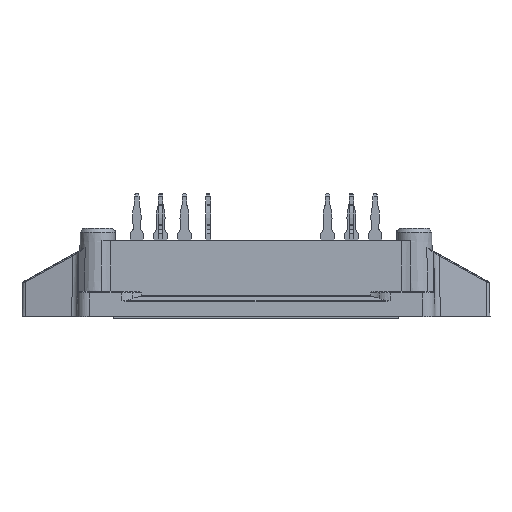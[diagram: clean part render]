
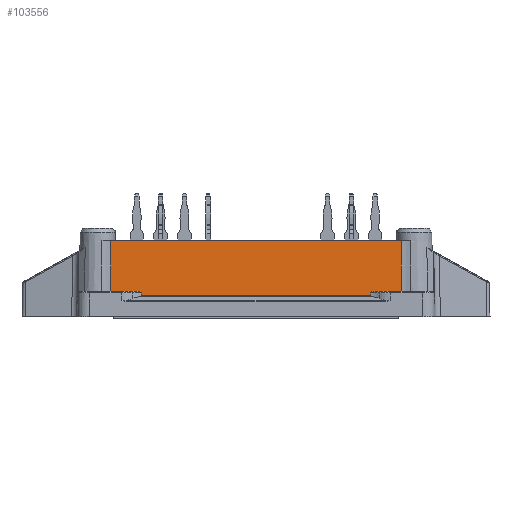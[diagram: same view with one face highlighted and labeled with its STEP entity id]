
A CAD part, front view. The second image highlights one B-rep face of the part: STEP entity #103556.
In plain terms, the highlighted planar face has unit normal (0, -1, 0.018).
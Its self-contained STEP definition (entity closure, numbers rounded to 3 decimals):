
#1897=PLANE('',#108916);
#7692=LINE('',#140607,#15052);
#8132=LINE('',#143222,#15492);
#8133=LINE('',#143238,#15493);
#8134=LINE('',#143249,#15494);
#15052=VECTOR('',#117168,1000.);
#15492=VECTOR('',#118626,1000.);
#15493=VECTOR('',#118627,1000.);
#15494=VECTOR('',#118628,1000.);
#24012=ORIENTED_EDGE('',*,*,#46055,.F.);
#24013=ORIENTED_EDGE('',*,*,#46056,.T.);
#24014=ORIENTED_EDGE('',*,*,#46057,.F.);
#24015=ORIENTED_EDGE('',*,*,#46058,.T.);
#24016=ORIENTED_EDGE('',*,*,#46059,.T.);
#24017=ORIENTED_EDGE('',*,*,#46060,.T.);
#24018=ORIENTED_EDGE('',*,*,#45071,.F.);
#24019=ORIENTED_EDGE('',*,*,#46061,.T.);
#24020=ORIENTED_EDGE('',*,*,#46062,.F.);
#24021=ORIENTED_EDGE('',*,*,#46063,.T.);
#45071=EDGE_CURVE('',#56135,#56136,#7692,.T.);
#46055=EDGE_CURVE('',#57038,#57039,#62134,.T.);
#46056=EDGE_CURVE('',#57038,#57040,#8132,.T.);
#46057=EDGE_CURVE('',#57041,#57040,#62135,.T.);
#46058=EDGE_CURVE('',#57041,#57042,#62136,.T.);
#46059=EDGE_CURVE('',#57042,#57043,#8133,.T.);
#46060=EDGE_CURVE('',#57043,#56136,#62137,.T.);
#46061=EDGE_CURVE('',#56135,#57044,#62138,.T.);
#46062=EDGE_CURVE('',#57045,#57044,#8134,.T.);
#46063=EDGE_CURVE('',#57045,#57039,#62139,.T.);
#56135=VERTEX_POINT('',#140606);
#56136=VERTEX_POINT('',#140608);
#57038=VERTEX_POINT('',#143220);
#57039=VERTEX_POINT('',#143221);
#57040=VERTEX_POINT('',#143223);
#57041=VERTEX_POINT('',#143228);
#57042=VERTEX_POINT('',#143237);
#57043=VERTEX_POINT('',#143239);
#57044=VERTEX_POINT('',#143248);
#57045=VERTEX_POINT('',#143250);
#62134=B_SPLINE_CURVE_WITH_KNOTS('',3,(#143216,#143217,#143218,#143219),
 .UNSPECIFIED.,.F.,.F.,(4,4),(0.001,0.001),
 .UNSPECIFIED.);
#62135=B_SPLINE_CURVE_WITH_KNOTS('',3,(#143224,#143225,#143226,#143227),
 .UNSPECIFIED.,.F.,.F.,(4,4),(0.,0.001),
 .UNSPECIFIED.);
#62136=B_SPLINE_CURVE_WITH_KNOTS('',3,(#143229,#143230,#143231,#143232,
#143233,#143234,#143235,#143236),.UNSPECIFIED.,.F.,.F.,(4,1,1,1,1,4),(0.,
0.,0.,0.,0.001,
0.001),.UNSPECIFIED.);
#62137=B_SPLINE_CURVE_WITH_KNOTS('',3,(#143240,#143241,#143242,#143243),
 .UNSPECIFIED.,.F.,.F.,(4,4),(0.,0.007),.UNSPECIFIED.);
#62138=B_SPLINE_CURVE_WITH_KNOTS('',3,(#143244,#143245,#143246,#143247),
 .UNSPECIFIED.,.F.,.F.,(4,4),(0.,0.007),
 .UNSPECIFIED.);
#62139=B_SPLINE_CURVE_WITH_KNOTS('',3,(#143251,#143252,#143253,#143254,
#143255,#143256,#143257),.UNSPECIFIED.,.F.,.F.,(4,1,1,1,4),(0.,0.,
0.001,0.001,0.001),
 .UNSPECIFIED.);
#62563=EDGE_LOOP('',(#24012,#24013,#24014,#24015,#24016,#24017,#24018,#24019,
#24020,#24021));
#67259=FACE_BOUND('',#62563,.T.);
#103556=ADVANCED_FACE('',(#67259),#1897,.T.);
#108916=AXIS2_PLACEMENT_3D('',#143215,#118624,#118625);
#117168=DIRECTION('',(1.,0.,0.));
#118624=DIRECTION('',(0.,-1.,0.017));
#118625=DIRECTION('',(0.,-0.017,-1.));
#118626=DIRECTION('',(1.,0.,0.));
#118627=DIRECTION('',(1.,0.,0.));
#118628=DIRECTION('',(-1.,0.,0.));
#140606=CARTESIAN_POINT('',(-19.525,-27.653,10.2));
#140607=CARTESIAN_POINT('',(-26.5,-27.653,10.2));
#140608=CARTESIAN_POINT('',(19.525,-27.653,10.2));
#143215=CARTESIAN_POINT('',(-26.5,-27.78,2.9));
#143216=CARTESIAN_POINT('',(-15.378,-27.781,2.822));
#143217=CARTESIAN_POINT('',(-15.379,-27.779,2.949));
#143218=CARTESIAN_POINT('',(-15.379,-27.777,3.076));
#143219=CARTESIAN_POINT('',(-15.379,-27.775,3.203));
#143220=CARTESIAN_POINT('',(-15.378,-27.781,2.822));
#143221=CARTESIAN_POINT('',(-15.379,-27.775,3.203));
#143222=CARTESIAN_POINT('',(-26.5,-27.781,2.822));
#143223=CARTESIAN_POINT('',(15.378,-27.781,2.822));
#143224=CARTESIAN_POINT('',(15.379,-27.775,3.203));
#143225=CARTESIAN_POINT('',(15.379,-27.777,3.076));
#143226=CARTESIAN_POINT('',(15.379,-27.779,2.949));
#143227=CARTESIAN_POINT('',(15.378,-27.781,2.822));
#143228=CARTESIAN_POINT('',(15.379,-27.775,3.203));
#143229=CARTESIAN_POINT('',(15.379,-27.775,3.203));
#143230=CARTESIAN_POINT('',(15.379,-27.774,3.235));
#143231=CARTESIAN_POINT('',(15.441,-27.773,3.274));
#143232=CARTESIAN_POINT('',(15.55,-27.773,3.32));
#143233=CARTESIAN_POINT('',(15.702,-27.772,3.361));
#143234=CARTESIAN_POINT('',(15.882,-27.771,3.392));
#143235=CARTESIAN_POINT('',(16.005,-27.771,3.4));
#143236=CARTESIAN_POINT('',(16.067,-27.771,3.4));
#143237=CARTESIAN_POINT('',(16.067,-27.771,3.4));
#143238=CARTESIAN_POINT('',(-26.5,-27.771,3.4));
#143239=CARTESIAN_POINT('',(19.511,-27.771,3.4));
#143240=CARTESIAN_POINT('',(19.511,-27.771,3.4));
#143241=CARTESIAN_POINT('',(19.516,-27.732,5.667));
#143242=CARTESIAN_POINT('',(19.521,-27.692,7.933));
#143243=CARTESIAN_POINT('',(19.525,-27.653,10.2));
#143244=CARTESIAN_POINT('',(-19.525,-27.653,10.2));
#143245=CARTESIAN_POINT('',(-19.521,-27.692,7.933));
#143246=CARTESIAN_POINT('',(-19.516,-27.732,5.667));
#143247=CARTESIAN_POINT('',(-19.511,-27.771,3.4));
#143248=CARTESIAN_POINT('',(-19.511,-27.771,3.4));
#143249=CARTESIAN_POINT('',(-26.5,-27.771,3.4));
#143250=CARTESIAN_POINT('',(-16.067,-27.771,3.4));
#143251=CARTESIAN_POINT('',(-16.067,-27.771,3.4));
#143252=CARTESIAN_POINT('',(-15.944,-27.771,3.4));
#143253=CARTESIAN_POINT('',(-15.762,-27.772,3.377));
#143254=CARTESIAN_POINT('',(-15.549,-27.773,3.32));
#143255=CARTESIAN_POINT('',(-15.44,-27.773,3.273));
#143256=CARTESIAN_POINT('',(-15.379,-27.774,3.235));
#143257=CARTESIAN_POINT('',(-15.379,-27.775,3.203));
